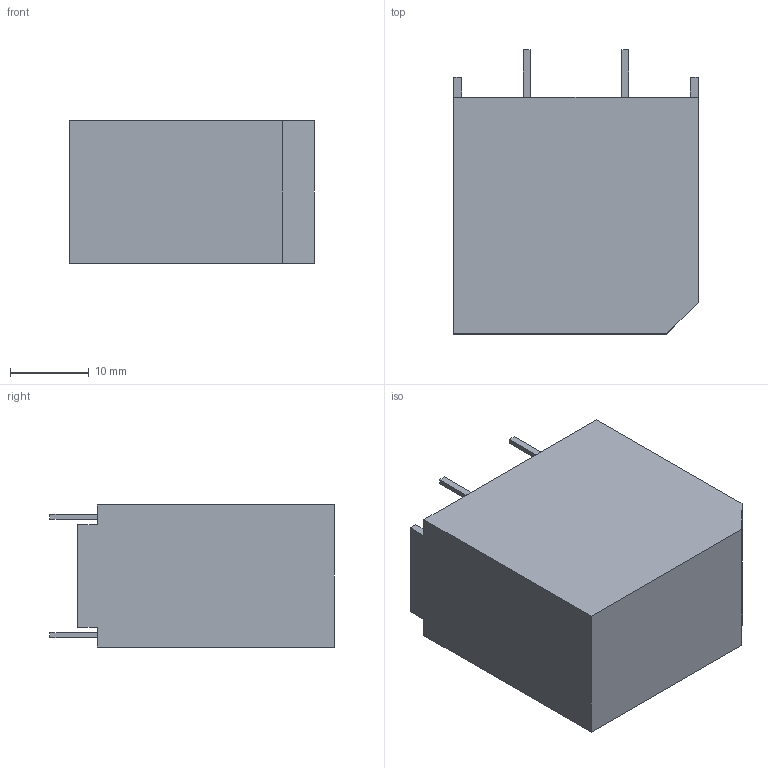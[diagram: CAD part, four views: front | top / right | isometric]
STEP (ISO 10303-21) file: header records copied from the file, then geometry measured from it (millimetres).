
FILE_DESCRIPTION (( 'STEP AP214' ), '1' );
FILE_NAME ('Case-19-2.STEP', '2015-06-12T10:11:39', ( '' ), ( '' ), 'SwSTEP 2.0', 'SolidWorks 2012', '' );
FILE_SCHEMA (( 'AUTOMOTIVE_DESIGN' ));
Length unit declared in the file: millimetre
Products named in the file (1): Case-19-2
Bounding box: 31 x 36 x 18 mm (x, y, z)
Volume: 13893.9 mm3; surface area: 5754.4 mm2
Topology: 1 solids, 2 shells, 102 faces, 286 edges, 180 vertices
Faces by surface type: plane 70, cone 16, cylinder 16
Entity records: 3350 total; most frequent: DIRECTION 588, ORIENTED_EDGE 572, CARTESIAN_POINT 569, EDGE_CURVE 286, AXIS2_PLACEMENT_3D 199, LINE 190, VECTOR 190, VERTEX_POINT 180
